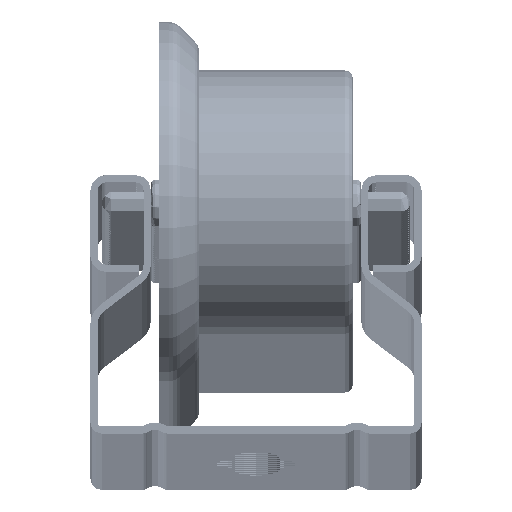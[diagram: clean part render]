
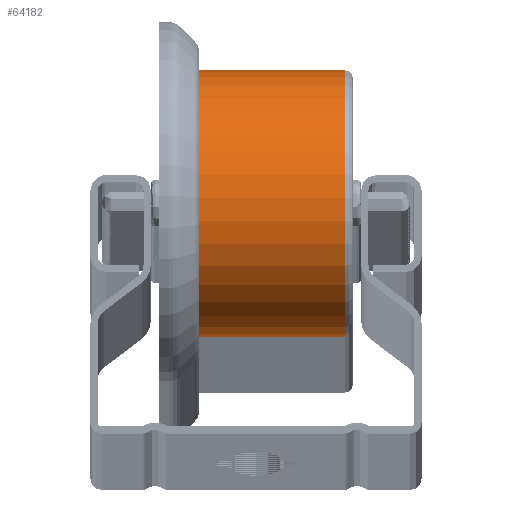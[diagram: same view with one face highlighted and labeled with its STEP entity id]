
A CAD part, top view. The second image highlights one B-rep face of the part: STEP entity #64182.
In plain terms, the highlighted cylindrical face has radius 16.5 mm (diameter 33 mm), a full revolution.
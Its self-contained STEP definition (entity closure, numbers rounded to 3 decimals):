
#5640=FACE_OUTER_BOUND('',#9336,.T.);
#9336=EDGE_LOOP('',(#59950,#59951,#59952,#59953,#59954));
#15648=LINE('',#107572,#21974);
#21974=VECTOR('',#88616,16.5);
#25174=CIRCLE('',#70227,16.5);
#25175=CIRCLE('',#70228,16.5);
#25186=CIRCLE('',#70243,16.5);
#31502=VERTEX_POINT('',#107545);
#31503=VERTEX_POINT('',#107546);
#31511=VERTEX_POINT('',#107571);
#40989=EDGE_CURVE('',#31502,#31503,#25174,.T.);
#40990=EDGE_CURVE('',#31503,#31502,#25175,.T.);
#41002=EDGE_CURVE('',#31502,#31511,#15648,.T.);
#41003=EDGE_CURVE('',#31511,#31511,#25186,.T.);
#59950=ORIENTED_EDGE('',*,*,#40989,.T.);
#59951=ORIENTED_EDGE('',*,*,#40990,.T.);
#59952=ORIENTED_EDGE('',*,*,#41002,.T.);
#59953=ORIENTED_EDGE('',*,*,#41003,.F.);
#59954=ORIENTED_EDGE('',*,*,#41002,.F.);
#61367=CYLINDRICAL_SURFACE('',#70242,16.5);
#64182=ADVANCED_FACE('',(#5640),#61367,.T.);
#70227=AXIS2_PLACEMENT_3D('',#107547,#88583,#88584);
#70228=AXIS2_PLACEMENT_3D('',#107548,#88585,#88586);
#70242=AXIS2_PLACEMENT_3D('',#107570,#88614,#88615);
#70243=AXIS2_PLACEMENT_3D('',#107573,#88617,#88618);
#88583=DIRECTION('center_axis',(0.,0.,1.));
#88584=DIRECTION('ref_axis',(1.,0.,0.));
#88585=DIRECTION('center_axis',(0.,0.,1.));
#88586=DIRECTION('ref_axis',(1.,0.,0.));
#88614=DIRECTION('center_axis',(0.,0.,-1.));
#88615=DIRECTION('ref_axis',(-1.,0.,0.));
#88616=DIRECTION('',(0.,0.,1.));
#88617=DIRECTION('center_axis',(0.,0.,1.));
#88618=DIRECTION('ref_axis',(1.,0.,0.));
#107545=CARTESIAN_POINT('',(16.5,0.,1.));
#107546=CARTESIAN_POINT('',(-16.5,0.,1.));
#107547=CARTESIAN_POINT('Origin',(0.,0.,1.));
#107548=CARTESIAN_POINT('Origin',(0.,0.,1.));
#107570=CARTESIAN_POINT('Origin',(0.,0.,24.));
#107571=CARTESIAN_POINT('',(16.5,0.,19.));
#107572=CARTESIAN_POINT('',(16.5,0.,24.));
#107573=CARTESIAN_POINT('Origin',(0.,0.,19.));
